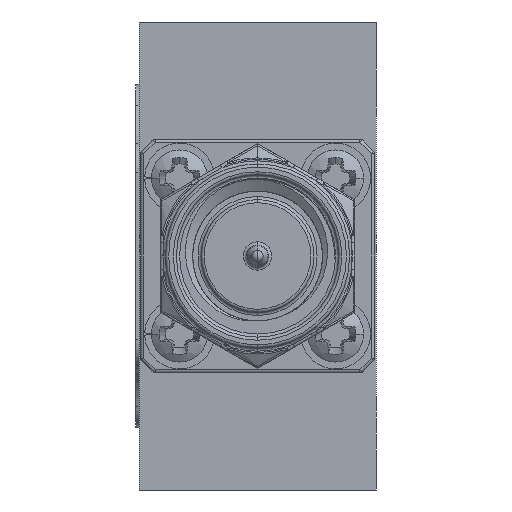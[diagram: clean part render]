
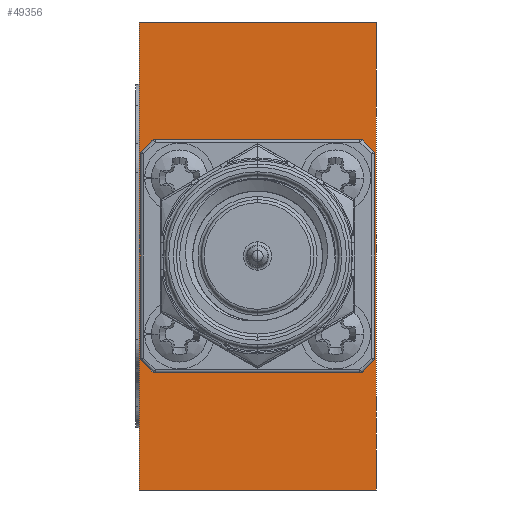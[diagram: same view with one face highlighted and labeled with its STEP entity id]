
A CAD part, left-side view. The second image highlights one B-rep face of the part: STEP entity #49356.
In plain terms, the highlighted planar face has unit normal (-1, 0, 0).
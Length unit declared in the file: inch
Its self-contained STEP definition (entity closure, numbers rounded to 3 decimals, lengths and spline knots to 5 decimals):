
#4132 = CARTESIAN_POINT ( 'NONE',  ( -0.5, -0.19, -0.375 ) ) ;
#7533 = EDGE_CURVE ( 'NONE', #46233, #68262, #12481, .T. ) ;
#7688 = CARTESIAN_POINT ( 'NONE',  ( -0.5, 0.19, -0.375 ) ) ;
#8899 = EDGE_CURVE ( 'NONE', #65772, #68262, #37265, .T. ) ;
#9761 = EDGE_LOOP ( 'NONE', ( #17760, #80569, #76942, #41804 ) ) ;
#12481 = LINE ( 'NONE', #75084, #65461 ) ;
#12997 = CARTESIAN_POINT ( 'NONE',  ( -0.5, -0.19, 0.375 ) ) ;
#13203 = AXIS2_PLACEMENT_3D ( 'NONE', #29605, #54884, #80132 ) ;
#15390 = LINE ( 'NONE', #28261, #28858 ) ;
#17760 = ORIENTED_EDGE ( 'NONE', *, *, #8899, .T. ) ;
#21153 = CARTESIAN_POINT ( 'NONE',  ( -0.5, 0.19, -0.375 ) ) ;
#23231 = DIRECTION ( 'NONE',  ( 0., 0., 1. ) ) ;
#23253 = VECTOR ( 'NONE', #23231, 39.37008 ) ;
#27272 = EDGE_CURVE ( 'NONE', #34715, #65772, #64465, .T. ) ;
#28261 = CARTESIAN_POINT ( 'NONE',  ( -0.5, 0.19, -0.375 ) ) ;
#28858 = VECTOR ( 'NONE', #40658, 39.37008 ) ;
#29605 = CARTESIAN_POINT ( 'NONE',  ( -0.5, 0.19, -0.375 ) ) ;
#33505 = CARTESIAN_POINT ( 'NONE',  ( -0.5, 0.19, 0.375 ) ) ;
#33815 = DIRECTION ( 'NONE',  ( 0., -1., 0. ) ) ;
#34715 = VERTEX_POINT ( 'NONE', #21153 ) ;
#37265 = LINE ( 'NONE', #4132, #23253 ) ;
#40658 = DIRECTION ( 'NONE',  ( 0., 0., 1. ) ) ;
#41804 = ORIENTED_EDGE ( 'NONE', *, *, #27272, .T. ) ;
#46233 = VERTEX_POINT ( 'NONE', #33505 ) ;
#48248 = PLANE ( 'NONE',  #13203 ) ;
#49356 = ADVANCED_FACE ( 'NONE', ( #74336 ), #48248, .F. ) ;
#54884 = DIRECTION ( 'NONE',  ( 1., 0., 0. ) ) ;
#62668 = DIRECTION ( 'NONE',  ( 0., -1., 0. ) ) ;
#64465 = LINE ( 'NONE', #7688, #75333 ) ;
#65461 = VECTOR ( 'NONE', #62668, 39.37008 ) ;
#65772 = VERTEX_POINT ( 'NONE', #81774 ) ;
#68262 = VERTEX_POINT ( 'NONE', #12997 ) ;
#74336 = FACE_OUTER_BOUND ( 'NONE', #9761, .T. ) ;
#75084 = CARTESIAN_POINT ( 'NONE',  ( -0.5, 0.19, 0.375 ) ) ;
#75333 = VECTOR ( 'NONE', #33815, 39.37008 ) ;
#76721 = EDGE_CURVE ( 'NONE', #34715, #46233, #15390, .T. ) ;
#76942 = ORIENTED_EDGE ( 'NONE', *, *, #76721, .F. ) ;
#80132 = DIRECTION ( 'NONE',  ( 0., 0., -1. ) ) ;
#80569 = ORIENTED_EDGE ( 'NONE', *, *, #7533, .F. ) ;
#81774 = CARTESIAN_POINT ( 'NONE',  ( -0.5, -0.19, -0.375 ) ) ;
